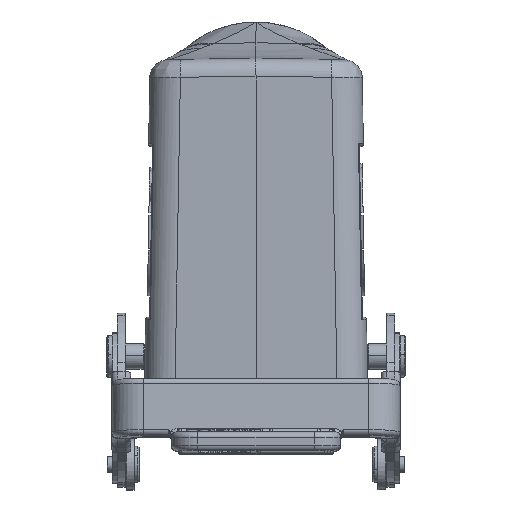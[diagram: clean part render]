
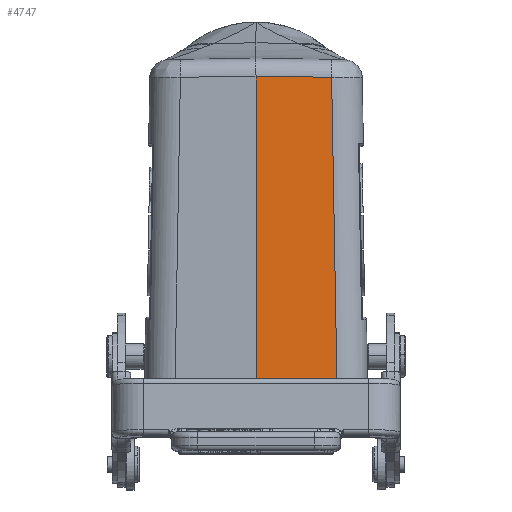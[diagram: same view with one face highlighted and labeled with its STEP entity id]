
A CAD part, top view. The second image highlights one B-rep face of the part: STEP entity #4747.
In plain terms, the highlighted planar face has unit normal (0.017, 0.018, 1).
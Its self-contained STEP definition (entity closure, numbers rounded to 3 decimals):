
#1567=B_SPLINE_CURVE_WITH_KNOTS('',3,(#52590,#52591,#52592,#52593),
 .UNSPECIFIED.,.F.,.F.,(4,4),(0.,1.),.UNSPECIFIED.);
#1568=B_SPLINE_CURVE_WITH_KNOTS('',3,(#52599,#52600,#52601,#52602),
 .UNSPECIFIED.,.F.,.F.,(4,4),(0.,1.),.UNSPECIFIED.);
#4747=ADVANCED_FACE('',(#7182),#5909,.T.);
#5909=PLANE('',#32210);
#7182=FACE_OUTER_BOUND('',#8958,.T.);
#8958=EDGE_LOOP('',(#15551,#15552,#15553,#15554));
#15551=ORIENTED_EDGE('',*,*,#24619,.F.);
#15552=ORIENTED_EDGE('',*,*,#24620,.T.);
#15553=ORIENTED_EDGE('',*,*,#24618,.T.);
#15554=ORIENTED_EDGE('',*,*,#24621,.F.);
#20639=VERTEX_POINT('',#52542);
#20644=VERTEX_POINT('',#52579);
#20646=VERTEX_POINT('',#52596);
#20647=VERTEX_POINT('',#52597);
#24618=EDGE_CURVE('',#20639,#20644,#1567,.T.);
#24619=EDGE_CURVE('',#20646,#20647,#27574,.T.);
#24620=EDGE_CURVE('',#20646,#20639,#27575,.T.);
#24621=EDGE_CURVE('',#20647,#20644,#1568,.T.);
#27574=LINE('',#52595,#29835);
#27575=LINE('',#52598,#29836);
#29835=VECTOR('',#38422,1.);
#29836=VECTOR('',#38423,1.);
#32210=AXIS2_PLACEMENT_3D('',#52603,#38424,#38425);
#38422=DIRECTION('',(1.,-0.017,-0.017));
#38423=DIRECTION('',(0.,-1.,0.017));
#38424=DIRECTION('',(0.017,0.017,1.));
#38425=DIRECTION('',(0.,-1.,0.017));
#52542=CARTESIAN_POINT('',(-0.018,-53.466,46.734));
#52579=CARTESIAN_POINT('',(15.57,-53.474,46.462));
#52590=CARTESIAN_POINT('',(-0.018,-53.466,46.734));
#52591=CARTESIAN_POINT('',(5.178,-53.468,46.644));
#52592=CARTESIAN_POINT('',(10.374,-53.471,46.553));
#52593=CARTESIAN_POINT('',(15.57,-53.473,46.462));
#52595=CARTESIAN_POINT('',(-0.018,4.977,45.714));
#52596=CARTESIAN_POINT('',(-0.018,4.977,45.714));
#52597=CARTESIAN_POINT('',(14.554,4.723,45.464));
#52598=CARTESIAN_POINT('',(-0.018,4.977,45.714));
#52599=CARTESIAN_POINT('',(14.554,4.723,45.464));
#52600=CARTESIAN_POINT('',(14.893,-14.676,45.797));
#52601=CARTESIAN_POINT('',(15.232,-34.075,46.13));
#52602=CARTESIAN_POINT('',(15.57,-53.474,46.463));
#52603=CARTESIAN_POINT('',(23.894,-54.485,46.335));
